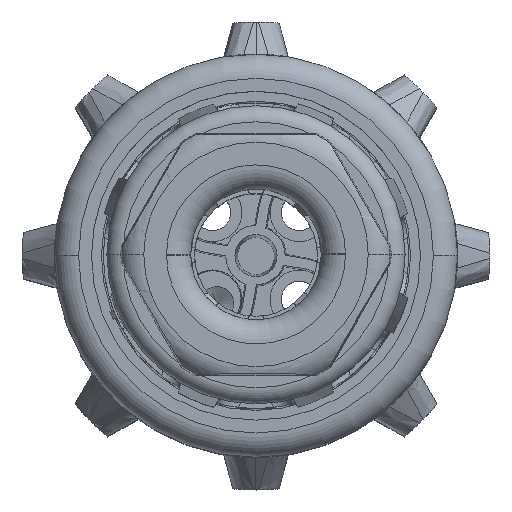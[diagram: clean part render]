
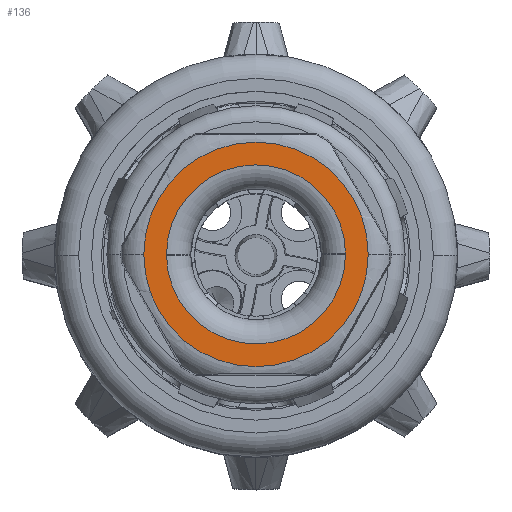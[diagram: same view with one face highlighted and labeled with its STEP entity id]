
A CAD part, top view. The second image highlights one B-rep face of the part: STEP entity #136.
In plain terms, the highlighted planar face has unit normal (0, 0, 1).
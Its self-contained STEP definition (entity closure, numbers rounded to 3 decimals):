
#136=ADVANCED_FACE('',(#4203,#4204),#4205,.T.);
#4203=FACE_OUTER_BOUND('',#12395,.T.);
#4204=FACE_BOUND('',#12396,.T.);
#4205=PLANE('',#12397);
#12395=EDGE_LOOP('',(#25612,#25613));
#12396=EDGE_LOOP('',(#25614,#25615,#25616,#25617));
#12397=AXIS2_PLACEMENT_3D('',#25618,#25619,#25620);
#25612=ORIENTED_EDGE('',*,*,#59316,.T.);
#25613=ORIENTED_EDGE('',*,*,#59317,.T.);
#25614=ORIENTED_EDGE('',*,*,#59318,.T.);
#25615=ORIENTED_EDGE('',*,*,#58646,.T.);
#25616=ORIENTED_EDGE('',*,*,#59319,.T.);
#25617=ORIENTED_EDGE('',*,*,#58649,.T.);
#25618=CARTESIAN_POINT('',(0.0,0.0,27.0));
#25619=DIRECTION('',(0.0,0.0,1.0));
#25620=DIRECTION('',(1.0,0.0,0.0));
#58646=EDGE_CURVE('',#70248,#70246,#70249,.T.);
#58649=EDGE_CURVE('',#70253,#70251,#70254,.T.);
#59316=EDGE_CURVE('',#71548,#71550,#71552,.T.);
#59317=EDGE_CURVE('',#71550,#71548,#71553,.T.);
#59318=EDGE_CURVE('',#70251,#70248,#71554,.T.);
#59319=EDGE_CURVE('',#70246,#70253,#71555,.T.);
#70246=VERTEX_POINT('',#89658);
#70248=VERTEX_POINT('',#89660);
#70249=CIRCLE('',#89661,11.105);
#70251=VERTEX_POINT('',#89663);
#70253=VERTEX_POINT('',#89665);
#70254=CIRCLE('',#89666,11.105);
#71548=VERTEX_POINT('',#92471);
#71550=VERTEX_POINT('',#92473);
#71552=CIRCLE('',#92475,13.922);
#71553=CIRCLE('',#92476,13.922);
#71554=CIRCLE('',#92477,11.105);
#71555=CIRCLE('',#92478,11.105);
#89658=CARTESIAN_POINT('',(11.105,0.0,27.0));
#89660=CARTESIAN_POINT('',(11.104,0.165,27.0));
#89661=AXIS2_PLACEMENT_3D('',#124883,#124884,#124885);
#89663=CARTESIAN_POINT('',(-11.105,0.0,27.0));
#89665=CARTESIAN_POINT('',(-11.104,-0.165,27.0));
#89666=AXIS2_PLACEMENT_3D('',#124892,#124893,#124894);
#92471=CARTESIAN_POINT('',(13.922,0.0,27.0));
#92473=CARTESIAN_POINT('',(-13.922,0.0,27.0));
#92475=AXIS2_PLACEMENT_3D('',#125458,#125459,#125460);
#92476=AXIS2_PLACEMENT_3D('',#125461,#125462,#125463);
#92477=AXIS2_PLACEMENT_3D('',#125464,#125465,#125466);
#92478=AXIS2_PLACEMENT_3D('',#125467,#125468,#125469);
#124883=CARTESIAN_POINT('',(0.0,0.0,27.0));
#124884=DIRECTION('',(0.0,0.0,-1.0));
#124885=DIRECTION('',(-1.0,0.0,0.0));
#124892=CARTESIAN_POINT('',(0.0,0.0,27.0));
#124893=DIRECTION('',(0.0,0.0,-1.0));
#124894=DIRECTION('',(1.0,0.0,0.0));
#125458=CARTESIAN_POINT('',(0.0,0.0,27.0));
#125459=DIRECTION('',(0.0,0.0,1.0));
#125460=DIRECTION('',(1.0,0.0,0.0));
#125461=CARTESIAN_POINT('',(0.0,0.0,27.0));
#125462=DIRECTION('',(0.0,0.0,1.0));
#125463=DIRECTION('',(-1.0,0.0,0.0));
#125464=CARTESIAN_POINT('',(0.0,0.0,27.0));
#125465=DIRECTION('',(0.0,0.0,-1.0));
#125466=DIRECTION('',(-1.0,0.0,0.0));
#125467=CARTESIAN_POINT('',(0.0,0.0,27.0));
#125468=DIRECTION('',(0.0,0.0,-1.0));
#125469=DIRECTION('',(1.0,0.0,0.0));
